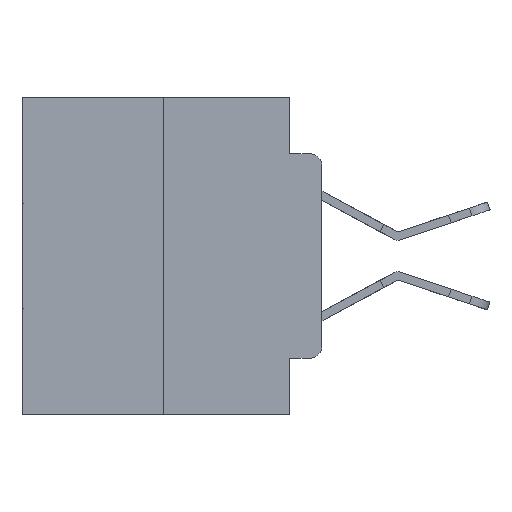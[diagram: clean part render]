
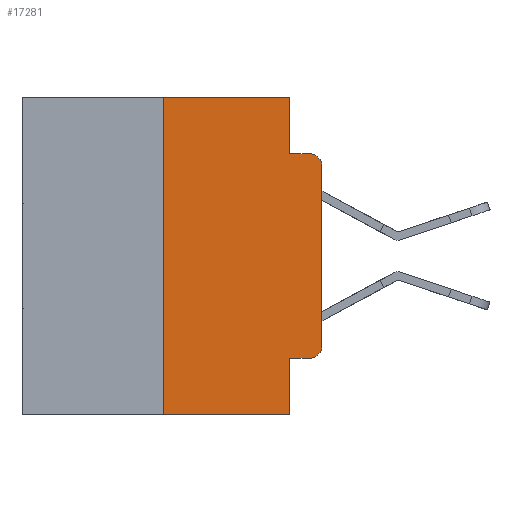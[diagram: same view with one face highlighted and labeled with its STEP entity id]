
A CAD part, left-side view. The second image highlights one B-rep face of the part: STEP entity #17281.
In plain terms, the highlighted planar face has unit normal (-1, 0, 0).
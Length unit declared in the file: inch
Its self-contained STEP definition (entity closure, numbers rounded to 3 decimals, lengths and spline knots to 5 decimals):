
#665 = EDGE_CURVE ( 'NONE', #16970, #8190, #7833, .T. ) ;
#701 = VERTEX_POINT ( 'NONE', #14920 ) ;
#707 = EDGE_CURVE ( 'NONE', #2552, #27520, #7147, .T. ) ;
#1269 = ORIENTED_EDGE ( 'NONE', *, *, #6837, .F. ) ;
#1374 = CARTESIAN_POINT ( 'NONE',  ( 0., 0., -0.1085 ) ) ;
#1826 = VECTOR ( 'NONE', #1930, 39.37008 ) ;
#1930 = DIRECTION ( 'NONE',  ( 0., 0., 1. ) ) ;
#2494 = LINE ( 'NONE', #3284, #25007 ) ;
#2552 = VERTEX_POINT ( 'NONE', #24764 ) ;
#2752 = ORIENTED_EDGE ( 'NONE', *, *, #12588, .T. ) ;
#2878 = VERTEX_POINT ( 'NONE', #5249 ) ;
#3284 = CARTESIAN_POINT ( 'NONE',  ( 0., 0.473, 0. ) ) ;
#3391 = DIRECTION ( 'NONE',  ( 0., -1., 0. ) ) ;
#3561 = ORIENTED_EDGE ( 'NONE', *, *, #18580, .T. ) ;
#3622 = ORIENTED_EDGE ( 'NONE', *, *, #14347, .F. ) ;
#3639 = CIRCLE ( 'NONE', #15256, 0.02 ) ;
#3817 = DIRECTION ( 'NONE',  ( 0., -1., 0. ) ) ;
#4163 = LINE ( 'NONE', #12374, #26559 ) ;
#4254 = ORIENTED_EDGE ( 'NONE', *, *, #23002, .F. ) ;
#4562 = LINE ( 'NONE', #18308, #26919 ) ;
#4684 = ORIENTED_EDGE ( 'NONE', *, *, #707, .F. ) ;
#4867 = VECTOR ( 'NONE', #3391, 39.37008 ) ;
#5249 = CARTESIAN_POINT ( 'NONE',  ( 0., 0.051, -0.0885 ) ) ;
#6036 = VERTEX_POINT ( 'NONE', #22594 ) ;
#6082 = DIRECTION ( 'NONE',  ( 0., 0., 1. ) ) ;
#6701 = ORIENTED_EDGE ( 'NONE', *, *, #19990, .T. ) ;
#6837 = EDGE_CURVE ( 'NONE', #20735, #6036, #4163, .T. ) ;
#7147 = LINE ( 'NONE', #14104, #25064 ) ;
#7833 = LINE ( 'NONE', #18919, #1826 ) ;
#8190 = VERTEX_POINT ( 'NONE', #1374 ) ;
#8654 = FACE_OUTER_BOUND ( 'NONE', #12949, .T. ) ;
#9121 = CIRCLE ( 'NONE', #23196, 0.02 ) ;
#9206 = CARTESIAN_POINT ( 'NONE',  ( 0., 0.02, -0.0885 ) ) ;
#9909 = VERTEX_POINT ( 'NONE', #9206 ) ;
#10179 = VECTOR ( 'NONE', #17656, 39.37008 ) ;
#11040 = CARTESIAN_POINT ( 'NONE',  ( 0., 0.473, 0. ) ) ;
#11795 = DIRECTION ( 'NONE',  ( -1., 0., 0. ) ) ;
#12374 = CARTESIAN_POINT ( 'NONE',  ( 0., 0.051, 0. ) ) ;
#12588 = EDGE_CURVE ( 'NONE', #2552, #6036, #27863, .T. ) ;
#12949 = EDGE_LOOP ( 'NONE', ( #22300, #13619, #19995, #4254, #3622, #4684, #2752, #1269, #3561, #6701 ) ) ;
#13003 = CARTESIAN_POINT ( 'NONE',  ( 0., 0.051, 0. ) ) ;
#13135 = PLANE ( 'NONE',  #15760 ) ;
#13229 = DIRECTION ( 'NONE',  ( 0., 0., -1. ) ) ;
#13372 = CARTESIAN_POINT ( 'NONE',  ( 0., 0.02, -0.3915 ) ) ;
#13619 = ORIENTED_EDGE ( 'NONE', *, *, #15672, .T. ) ;
#13974 = DIRECTION ( 'NONE',  ( 0., 0., -1. ) ) ;
#14104 = CARTESIAN_POINT ( 'NONE',  ( 0., 0.25, 0. ) ) ;
#14347 = EDGE_CURVE ( 'NONE', #27520, #19881, #2494, .T. ) ;
#14854 = CARTESIAN_POINT ( 'NONE',  ( 0., 0.051, -0.4115 ) ) ;
#14920 = CARTESIAN_POINT ( 'NONE',  ( 0., 0.02, -0.4115 ) ) ;
#15256 = AXIS2_PLACEMENT_3D ( 'NONE', #13372, #28237, #15559 ) ;
#15559 = DIRECTION ( 'NONE',  ( 0., 0., -1. ) ) ;
#15672 = EDGE_CURVE ( 'NONE', #8190, #9909, #9121, .T. ) ;
#15760 = AXIS2_PLACEMENT_3D ( 'NONE', #11040, #26020, #13229 ) ;
#15993 = LINE ( 'NONE', #26118, #10179 ) ;
#16970 = VERTEX_POINT ( 'NONE', #25084 ) ;
#17281 = ADVANCED_FACE ( 'NONE', ( #8654 ), #13135, .F. ) ;
#17656 = DIRECTION ( 'NONE',  ( 0., -1., 0. ) ) ;
#18308 = CARTESIAN_POINT ( 'NONE',  ( 0., 0.051, 0. ) ) ;
#18580 = EDGE_CURVE ( 'NONE', #20735, #701, #26430, .T. ) ;
#18719 = DIRECTION ( 'NONE',  ( 0., -1., 0. ) ) ;
#18879 = DIRECTION ( 'NONE',  ( 0., 0., -1. ) ) ;
#18919 = CARTESIAN_POINT ( 'NONE',  ( 0., 0., 0. ) ) ;
#19881 = VERTEX_POINT ( 'NONE', #13003 ) ;
#19990 = EDGE_CURVE ( 'NONE', #701, #16970, #3639, .T. ) ;
#19995 = ORIENTED_EDGE ( 'NONE', *, *, #22767, .F. ) ;
#20735 = VERTEX_POINT ( 'NONE', #25472 ) ;
#20917 = CARTESIAN_POINT ( 'NONE',  ( 0., 0.473, -0.5 ) ) ;
#22300 = ORIENTED_EDGE ( 'NONE', *, *, #665, .T. ) ;
#22594 = CARTESIAN_POINT ( 'NONE',  ( 0., 0.051, -0.5 ) ) ;
#22767 = EDGE_CURVE ( 'NONE', #2878, #9909, #15993, .T. ) ;
#23002 = EDGE_CURVE ( 'NONE', #19881, #2878, #4562, .T. ) ;
#23196 = AXIS2_PLACEMENT_3D ( 'NONE', #24587, #11795, #26717 ) ;
#24587 = CARTESIAN_POINT ( 'NONE',  ( 0., 0.02, -0.1085 ) ) ;
#24764 = CARTESIAN_POINT ( 'NONE',  ( 0., 0.25, -0.5 ) ) ;
#24798 = VECTOR ( 'NONE', #3817, 39.37008 ) ;
#25007 = VECTOR ( 'NONE', #18719, 39.37008 ) ;
#25064 = VECTOR ( 'NONE', #6082, 39.37008 ) ;
#25084 = CARTESIAN_POINT ( 'NONE',  ( 0., 0., -0.3915 ) ) ;
#25472 = CARTESIAN_POINT ( 'NONE',  ( 0., 0.051, -0.4115 ) ) ;
#26020 = DIRECTION ( 'NONE',  ( 1., 0., 0. ) ) ;
#26118 = CARTESIAN_POINT ( 'NONE',  ( 0., 0.051, -0.0885 ) ) ;
#26430 = LINE ( 'NONE', #14854, #24798 ) ;
#26559 = VECTOR ( 'NONE', #18879, 39.37008 ) ;
#26717 = DIRECTION ( 'NONE',  ( 0., 0., -1. ) ) ;
#26847 = CARTESIAN_POINT ( 'NONE',  ( 0., 0.25, 0. ) ) ;
#26919 = VECTOR ( 'NONE', #13974, 39.37008 ) ;
#27520 = VERTEX_POINT ( 'NONE', #26847 ) ;
#27863 = LINE ( 'NONE', #20917, #4867 ) ;
#28237 = DIRECTION ( 'NONE',  ( -1., 0., 0. ) ) ;
